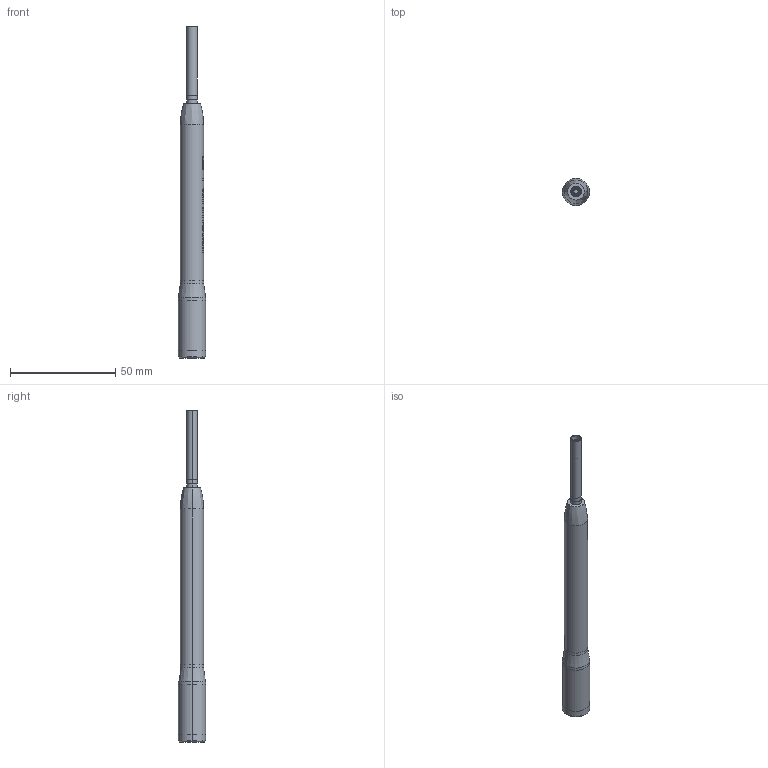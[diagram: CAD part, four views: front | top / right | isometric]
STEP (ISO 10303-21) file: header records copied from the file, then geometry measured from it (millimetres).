
FILE_DESCRIPTION (( 'STEP AP214' ), '1' );
FILE_NAME ('MOD-32001.STEP', '2017-10-04T07:21:48', ( 'run' ), ( 'Hewlett-Packard Company' ), 'SwSTEP 2.0', 'SolidWorks 2015', '' );
FILE_SCHEMA (( 'AUTOMOTIVE_DESIGN' ));
Length unit declared in the file: millimetre
Products named in the file (1): MOD-32001
Bounding box: 13 x 13 x 157.7 mm (x, y, z)
Volume: 13137.8 mm3; surface area: 5324.2 mm2
Topology: 1 solids, 1 shells, 351 faces, 980 edges, 646 vertices
Faces by surface type: plane 159, bspline 113, cylinder 66, cone 13
Entity records: 35512 total; most frequent: CARTESIAN_POINT 23225, ORIENTED_EDGE 1960, DIRECTION 1442, EDGE_CURVE 980, VERTEX_POINT 646, AXIS2_PLACEMENT_3D 487, LINE 468, VECTOR 468
